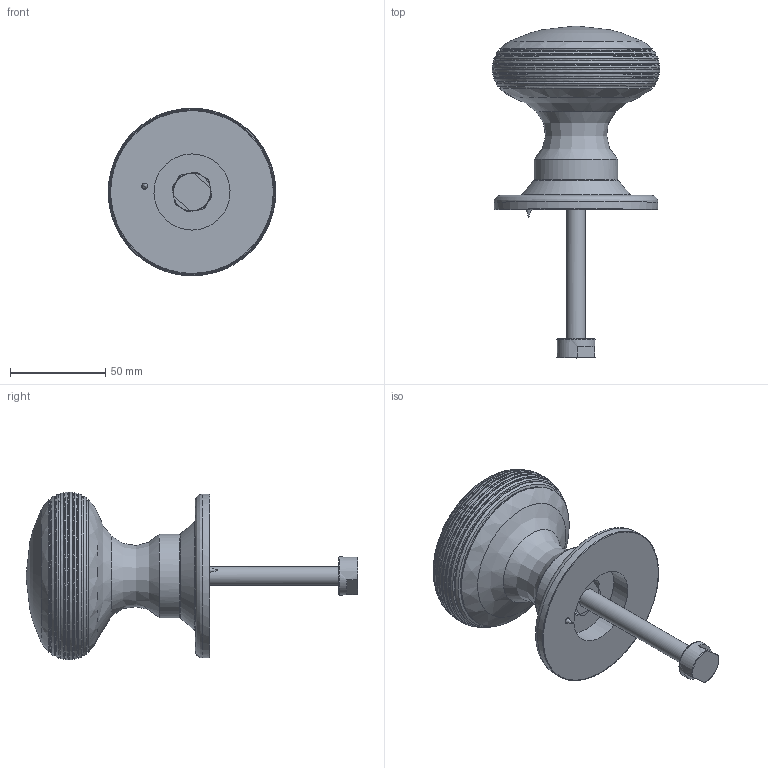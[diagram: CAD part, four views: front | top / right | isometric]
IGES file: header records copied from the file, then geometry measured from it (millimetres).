
Global section: file name: P2134-B; native system: Autodesk Inventor 2018; preprocessor: unknown; author: camerond; date: 20180911.110101; units: millimetre
Bounding box: 87.95 x 174.37 x 87.98 mm (x, y, z)
Volume: 283614.2 mm3; surface area: 46786.2 mm2
Topology: 5 solids, 5 shells, 108 faces, 291 edges, 200 vertices
Faces by surface type: bspline 108
